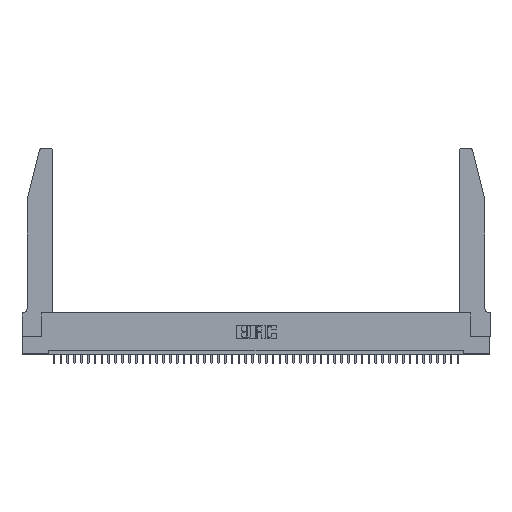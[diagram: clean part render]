
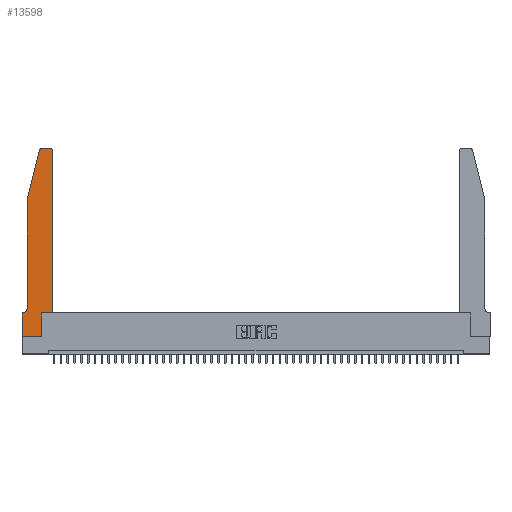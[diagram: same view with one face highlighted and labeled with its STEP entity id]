
A CAD part, top view. The second image highlights one B-rep face of the part: STEP entity #13598.
In plain terms, the highlighted planar face has unit normal (0, 0, 1).
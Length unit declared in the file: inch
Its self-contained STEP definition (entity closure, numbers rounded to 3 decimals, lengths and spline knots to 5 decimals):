
#246 = PLANE ( 'NONE',  #24962 ) ;
#440 = CARTESIAN_POINT ( 'NONE',  ( 0.2865, 0.35, 0.37 ) ) ;
#662 = DIRECTION ( 'NONE',  ( -1., 0., 0. ) ) ;
#733 = CARTESIAN_POINT ( 'NONE',  ( 0.4505, 2.72, 0.37 ) ) ;
#903 = CARTESIAN_POINT ( 'NONE',  ( 0.2605, 2.75, 0.37 ) ) ;
#1056 = EDGE_CURVE ( 'NONE', #41279, #7929, #31961, .T. ) ;
#1841 = CIRCLE ( 'NONE', #6951, 0.03 ) ;
#2226 = ORIENTED_EDGE ( 'NONE', *, *, #22773, .T. ) ;
#2301 = VECTOR ( 'NONE', #7936, 39.37008 ) ;
#2846 = LINE ( 'NONE', #903, #2301 ) ;
#4229 = DIRECTION ( 'NONE',  ( 0., 0., 1. ) ) ;
#6687 = CARTESIAN_POINT ( 'NONE',  ( 0.2865, 0.35, 0.37 ) ) ;
#6951 = AXIS2_PLACEMENT_3D ( 'NONE', #19654, #34165, #41456 ) ;
#7091 = DIRECTION ( 'NONE',  ( 1., 0., 0. ) ) ;
#7528 = VERTEX_POINT ( 'NONE', #440 ) ;
#7817 = DIRECTION ( 'NONE',  ( 1., 0., 0. ) ) ;
#7929 = VERTEX_POINT ( 'NONE', #25369 ) ;
#7936 = DIRECTION ( 'NONE',  ( -1., 0., 0. ) ) ;
#8443 = CARTESIAN_POINT ( 'NONE',  ( 0.0055, 0.42, 0.37 ) ) ;
#9580 = VECTOR ( 'NONE', #19673, 39.37008 ) ;
#9721 = CARTESIAN_POINT ( 'NONE',  ( 0.0755, 2., 0.37 ) ) ;
#10354 = VERTEX_POINT ( 'NONE', #24107 ) ;
#11218 = ORIENTED_EDGE ( 'NONE', *, *, #26848, .T. ) ;
#11318 = CARTESIAN_POINT ( 'NONE',  ( 0.2865, 0., 0.37 ) ) ;
#11388 = DIRECTION ( 'NONE',  ( 0., 1., 0. ) ) ;
#11558 = VECTOR ( 'NONE', #7091, 39.37008 ) ;
#11695 = CARTESIAN_POINT ( 'NONE',  ( 0.4505, 0.35, 0.37 ) ) ;
#11725 = CIRCLE ( 'NONE', #11795, 0.07 ) ;
#11795 = AXIS2_PLACEMENT_3D ( 'NONE', #8443, #38225, #27311 ) ;
#12746 = DIRECTION ( 'NONE',  ( 1., 0., 0. ) ) ;
#12899 = EDGE_CURVE ( 'NONE', #7929, #27545, #11725, .T. ) ;
#13598 = ADVANCED_FACE ( 'NONE', ( #25412 ), #246, .T. ) ;
#13732 = ORIENTED_EDGE ( 'NONE', *, *, #12899, .T. ) ;
#14176 = CARTESIAN_POINT ( 'NONE',  ( 0., 0., 0.37 ) ) ;
#14829 = CARTESIAN_POINT ( 'NONE',  ( 0., 0.35, 0.37 ) ) ;
#15092 = VERTEX_POINT ( 'NONE', #46830 ) ;
#15393 = CARTESIAN_POINT ( 'NONE',  ( 0.0755, 0.35, 0.37 ) ) ;
#16388 = ORIENTED_EDGE ( 'NONE', *, *, #42134, .T. ) ;
#17414 = EDGE_CURVE ( 'NONE', #10354, #45223, #2846, .T. ) ;
#19654 = CARTESIAN_POINT ( 'NONE',  ( 0.4205, 2.72, 0.37 ) ) ;
#19673 = DIRECTION ( 'NONE',  ( 0., 1., 0. ) ) ;
#19802 = CARTESIAN_POINT ( 'NONE',  ( 0., 0., 0.37 ) ) ;
#20506 = CARTESIAN_POINT ( 'NONE',  ( 0.25487, 2.72718, 0.37 ) ) ;
#21636 = VERTEX_POINT ( 'NONE', #39182 ) ;
#21712 = CARTESIAN_POINT ( 'NONE',  ( 0.0755, 2., 0.37 ) ) ;
#22207 = VECTOR ( 'NONE', #43229, 39.37008 ) ;
#22773 = EDGE_CURVE ( 'NONE', #45223, #23620, #27453, .T. ) ;
#23620 = VERTEX_POINT ( 'NONE', #20506 ) ;
#24107 = CARTESIAN_POINT ( 'NONE',  ( 0.4205, 2.75, 0.37 ) ) ;
#24241 = ORIENTED_EDGE ( 'NONE', *, *, #17414, .T. ) ;
#24962 = AXIS2_PLACEMENT_3D ( 'NONE', #14829, #4229, #33505 ) ;
#25369 = CARTESIAN_POINT ( 'NONE',  ( 0.0755, 0.42, 0.37 ) ) ;
#25412 = FACE_OUTER_BOUND ( 'NONE', #26665, .T. ) ;
#25570 = ORIENTED_EDGE ( 'NONE', *, *, #39281, .T. ) ;
#26665 = EDGE_LOOP ( 'NONE', ( #24241, #2226, #40410, #27899, #13732, #34192, #35220, #16388, #46063, #11218, #38326, #25570 ) ) ;
#26848 = EDGE_CURVE ( 'NONE', #7528, #21636, #45080, .T. ) ;
#27311 = DIRECTION ( 'NONE',  ( -1., 0., 0. ) ) ;
#27453 = CIRCLE ( 'NONE', #46422, 0.03 ) ;
#27545 = VERTEX_POINT ( 'NONE', #38891 ) ;
#27899 = ORIENTED_EDGE ( 'NONE', *, *, #1056, .T. ) ;
#29886 = LINE ( 'NONE', #14176, #11558 ) ;
#30814 = VECTOR ( 'NONE', #41720, 39.37008 ) ;
#31858 = VECTOR ( 'NONE', #11388, 39.37008 ) ;
#31961 = LINE ( 'NONE', #21712, #22207 ) ;
#32565 = LINE ( 'NONE', #19802, #44655 ) ;
#33505 = DIRECTION ( 'NONE',  ( 1., 0., 0. ) ) ;
#33655 = LINE ( 'NONE', #45259, #30814 ) ;
#34165 = DIRECTION ( 'NONE',  ( 0., 0., 1. ) ) ;
#34192 = ORIENTED_EDGE ( 'NONE', *, *, #34373, .T. ) ;
#34194 = CARTESIAN_POINT ( 'NONE',  ( 0.4505, 0.35, 0.37 ) ) ;
#34373 = EDGE_CURVE ( 'NONE', #27545, #15092, #43594, .T. ) ;
#34959 = VERTEX_POINT ( 'NONE', #11318 ) ;
#35215 = EDGE_CURVE ( 'NONE', #15092, #38432, #32565, .T. ) ;
#35220 = ORIENTED_EDGE ( 'NONE', *, *, #35215, .T. ) ;
#35551 = EDGE_CURVE ( 'NONE', #23620, #41279, #33655, .T. ) ;
#36453 = VECTOR ( 'NONE', #7817, 39.37008 ) ;
#37003 = LINE ( 'NONE', #6687, #31858 ) ;
#37228 = CARTESIAN_POINT ( 'NONE',  ( 0., 0., 0.37 ) ) ;
#37659 = LINE ( 'NONE', #34194, #9580 ) ;
#38048 = DIRECTION ( 'NONE',  ( 0., 0., 1. ) ) ;
#38225 = DIRECTION ( 'NONE',  ( 0., 0., -1. ) ) ;
#38326 = ORIENTED_EDGE ( 'NONE', *, *, #43163, .T. ) ;
#38432 = VERTEX_POINT ( 'NONE', #37228 ) ;
#38891 = CARTESIAN_POINT ( 'NONE',  ( 0.0055, 0.35, 0.37 ) ) ;
#39182 = CARTESIAN_POINT ( 'NONE',  ( 0.4505, 0.35, 0.37 ) ) ;
#39281 = EDGE_CURVE ( 'NONE', #41695, #10354, #1841, .T. ) ;
#40132 = VECTOR ( 'NONE', #662, 39.37008 ) ;
#40410 = ORIENTED_EDGE ( 'NONE', *, *, #35551, .T. ) ;
#40537 = CARTESIAN_POINT ( 'NONE',  ( 0.284, 2.75, 0.37 ) ) ;
#41279 = VERTEX_POINT ( 'NONE', #9721 ) ;
#41456 = DIRECTION ( 'NONE',  ( 1., 0., 0. ) ) ;
#41695 = VERTEX_POINT ( 'NONE', #733 ) ;
#41720 = DIRECTION ( 'NONE',  ( -0.239, -0.971, 0. ) ) ;
#42134 = EDGE_CURVE ( 'NONE', #38432, #34959, #29886, .T. ) ;
#42230 = CARTESIAN_POINT ( 'NONE',  ( 0.284, 2.72, 0.37 ) ) ;
#43163 = EDGE_CURVE ( 'NONE', #21636, #41695, #37659, .T. ) ;
#43229 = DIRECTION ( 'NONE',  ( 0., -1., 0. ) ) ;
#43594 = LINE ( 'NONE', #15393, #40132 ) ;
#43877 = EDGE_CURVE ( 'NONE', #34959, #7528, #37003, .T. ) ;
#44655 = VECTOR ( 'NONE', #45927, 39.37008 ) ;
#45080 = LINE ( 'NONE', #11695, #36453 ) ;
#45223 = VERTEX_POINT ( 'NONE', #40537 ) ;
#45259 = CARTESIAN_POINT ( 'NONE',  ( 0.0755, 2., 0.37 ) ) ;
#45927 = DIRECTION ( 'NONE',  ( 0., -1., 0. ) ) ;
#46063 = ORIENTED_EDGE ( 'NONE', *, *, #43877, .T. ) ;
#46422 = AXIS2_PLACEMENT_3D ( 'NONE', #42230, #38048, #12746 ) ;
#46830 = CARTESIAN_POINT ( 'NONE',  ( 0., 0.35, 0.37 ) ) ;
